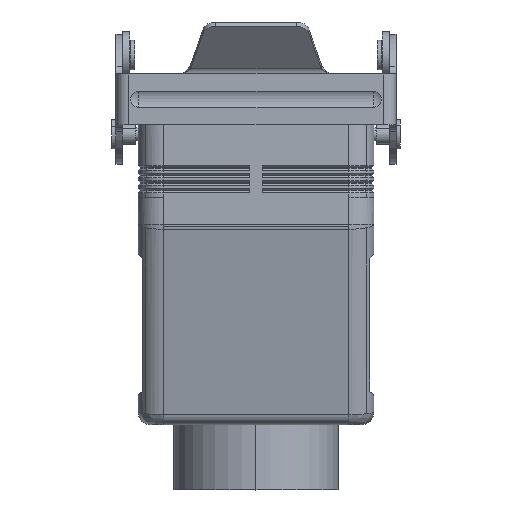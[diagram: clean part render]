
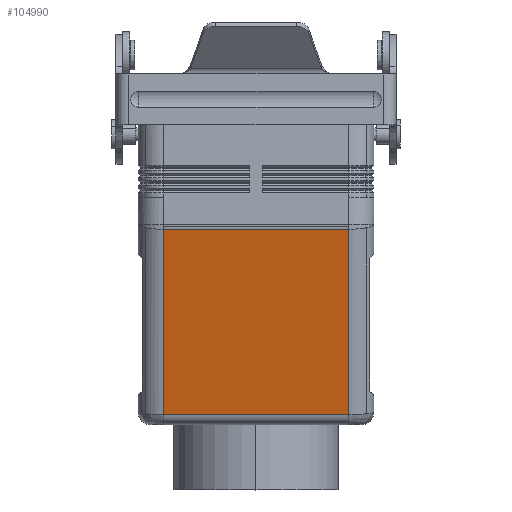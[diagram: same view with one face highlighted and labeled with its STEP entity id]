
A CAD part, front view. The second image highlights one B-rep face of the part: STEP entity #104990.
In plain terms, the highlighted face is planar.
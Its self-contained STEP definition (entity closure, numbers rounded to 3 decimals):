
#35880=CARTESIAN_POINT('',(-32.466,-22.,72.564));
#35890=VERTEX_POINT('',#35880);
#35920=CARTESIAN_POINT('',(-32.466,22.,72.564));
#35930=DIRECTION('',(0.,-1.,0.));
#35940=VECTOR('',#35930,44.);
#35950=LINE('',#35920,#35940);
#35960=CARTESIAN_POINT('',(-32.466,22.,72.564));
#35970=VERTEX_POINT('',#35960);
#35980=EDGE_CURVE('',#35970,#35890,#35950,.T.);
#49510=CARTESIAN_POINT('',(-40.893,-22.,28.559));
#49520=VERTEX_POINT('',#49510);
#95750=CARTESIAN_POINT('',(-40.893,22.,28.559));
#95760=DIRECTION('',(0.188,0.,0.982));
#95770=VECTOR('',#95760,44.805);
#95780=LINE('',#95750,#95770);
#95790=CARTESIAN_POINT('',(-40.893,22.,28.559));
#95800=VERTEX_POINT('',#95790);
#95810=EDGE_CURVE('',#95800,#35970,#95780,.T.);
#104780=CARTESIAN_POINT('',(-32.,0.,75.));
#104790=DIRECTION('',(-0.982,0.,0.188));
#104800=DIRECTION('',(0.188,0.,0.982));
#104810=AXIS2_PLACEMENT_3D('',#104780,#104790,#104800);
#104820=PLANE('',#104810);
#104830=ORIENTED_EDGE('',*,*,#95810,.F.);
#104840=ORIENTED_EDGE('',*,*,#35980,.F.);
#104850=CARTESIAN_POINT('',(-32.466,-22.,72.564));
#104860=DIRECTION('',(-0.188,0.,-0.982));
#104870=VECTOR('',#104860,44.805);
#104880=LINE('',#104850,#104870);
#104890=EDGE_CURVE('',#35890,#49520,#104880,.T.);
#104900=ORIENTED_EDGE('',*,*,#104890,.F.);
#104910=CARTESIAN_POINT('',(-40.893,-22.,28.559));
#104920=DIRECTION('',(0.,1.,0.));
#104930=VECTOR('',#104920,44.);
#104940=LINE('',#104910,#104930);
#104950=EDGE_CURVE('',#49520,#95800,#104940,.T.);
#104960=ORIENTED_EDGE('',*,*,#104950,.F.);
#104970=EDGE_LOOP('',(#104960,#104900,#104840,#104830));
#104980=FACE_OUTER_BOUND('',#104970,.T.);
#104990=ADVANCED_FACE('',(#104980),#104820,.T.);
